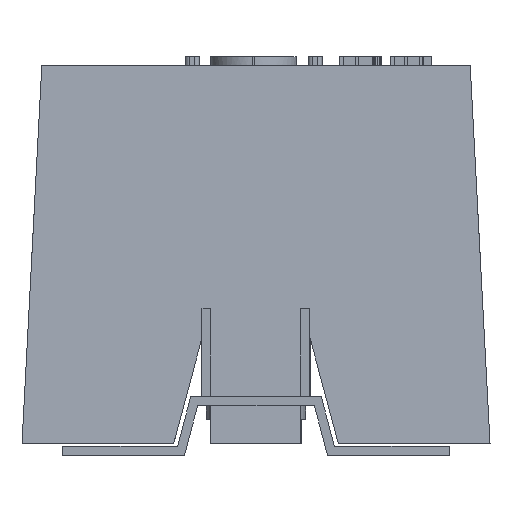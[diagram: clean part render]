
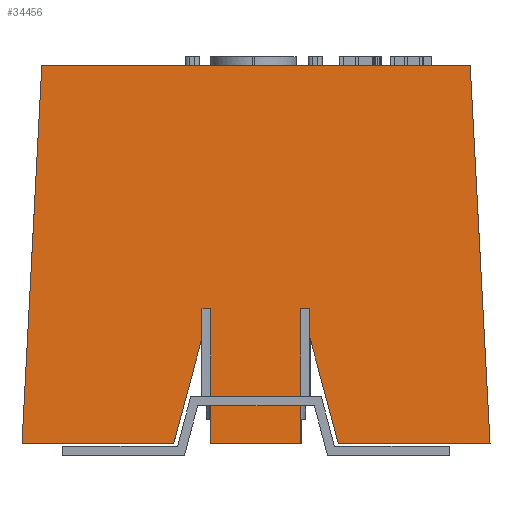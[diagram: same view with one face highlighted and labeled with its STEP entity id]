
A CAD part, left-side view. The second image highlights one B-rep face of the part: STEP entity #34456.
In plain terms, the highlighted planar face has unit normal (-0.999, 0, 0.052).
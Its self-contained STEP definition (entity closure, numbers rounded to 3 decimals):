
#8662=DIRECTION('',(0.052,0.052,0.997));
#8663=VECTOR('',#8662,42.115);
#8664=CARTESIAN_POINT('',(-90.,-26.,-42.));
#8665=LINE('',#8664,#8663);
#8766=DIRECTION('',(0.,-1.,0.));
#8767=VECTOR('',#8766,16.85);
#8768=CARTESIAN_POINT('',(-90.,-9.15,-42.));
#8769=LINE('',#8768,#8767);
#8778=DIRECTION('',(0.052,-0.052,0.997));
#8779=VECTOR('',#8778,42.115);
#8780=CARTESIAN_POINT('',(-90.,26.,-42.));
#8781=LINE('',#8780,#8779);
#8782=DIRECTION('',(-0.052,0.,-0.999));
#8783=VECTOR('',#8782,15.021);
#8784=CARTESIAN_POINT('',(-89.214,-5.,-27.));
#8785=LINE('',#8784,#8783);
#8786=DIRECTION('',(0.052,0.,0.999));
#8787=VECTOR('',#8786,15.021);
#8788=CARTESIAN_POINT('',(-90.,5.,-42.));
#8789=LINE('',#8788,#8787);
#8794=DIRECTION('',(0.,-1.,0.));
#8795=VECTOR('',#8794,16.85);
#8796=CARTESIAN_POINT('',(-90.,26.,-42.));
#8797=LINE('',#8796,#8795);
#8802=DIRECTION('',(0.051,-0.258,0.965));
#8803=VECTOR('',#8802,12.186);
#8804=CARTESIAN_POINT('',(-90.,9.15,-42.));
#8805=LINE('',#8804,#8803);
#8814=DIRECTION('',(-0.052,0.,-0.999));
#8815=VECTOR('',#8814,3.248);
#8816=CARTESIAN_POINT('',(-89.214,6.,-27.));
#8817=LINE('',#8816,#8815);
#8826=DIRECTION('',(0.,1.,0.));
#8827=VECTOR('',#8826,1.);
#8828=CARTESIAN_POINT('',(-89.214,5.,-27.));
#8829=LINE('',#8828,#8827);
#8842=DIRECTION('',(0.,-1.,0.));
#8843=VECTOR('',#8842,10.);
#8844=CARTESIAN_POINT('',(-90.,5.,-42.));
#8845=LINE('',#8844,#8843);
#8858=DIRECTION('',(0.,1.,0.));
#8859=VECTOR('',#8858,1.);
#8860=CARTESIAN_POINT('',(-89.214,-6.,-27.));
#8861=LINE('',#8860,#8859);
#8878=DIRECTION('',(0.052,0.,0.999));
#8879=VECTOR('',#8878,3.248);
#8880=CARTESIAN_POINT('',(-89.384,-6.,-30.244));
#8881=LINE('',#8880,#8879);
#8886=DIRECTION('',(-0.051,-0.258,-0.965));
#8887=VECTOR('',#8886,12.186);
#8888=CARTESIAN_POINT('',(-89.384,-6.,-30.244));
#8889=LINE('',#8888,#8887);
#9034=DIRECTION('',(0.,1.,0.));
#9035=VECTOR('',#9034,47.598);
#9036=CARTESIAN_POINT('',(-87.799,-23.799,0.));
#9037=LINE('',#9036,#9035);
#27794=CARTESIAN_POINT('',(-89.214,5.,-27.));
#27795=CARTESIAN_POINT('',(-89.214,6.,-27.));
#27796=VERTEX_POINT('',#27794);
#27797=VERTEX_POINT('',#27795);
#27798=CARTESIAN_POINT('',(-89.214,-6.,-27.));
#27799=CARTESIAN_POINT('',(-89.214,-5.,-27.));
#27800=VERTEX_POINT('',#27798);
#27801=VERTEX_POINT('',#27799);
#27805=CARTESIAN_POINT('',(-90.,-9.15,-42.));
#27807=VERTEX_POINT('',#27805);
#27839=CARTESIAN_POINT('',(-90.,9.15,-42.));
#27841=VERTEX_POINT('',#27839);
#33953=CARTESIAN_POINT('',(-90.,5.,-42.));
#33954=CARTESIAN_POINT('',(-90.,-5.,-42.));
#33955=VERTEX_POINT('',#33953);
#33956=VERTEX_POINT('',#33954);
#33973=CARTESIAN_POINT('',(-89.384,6.,-30.244));
#33974=VERTEX_POINT('',#33973);
#33975=CARTESIAN_POINT('',(-89.384,-6.,-30.244));
#33976=VERTEX_POINT('',#33975);
#33981=CARTESIAN_POINT('',(-90.,-26.,-42.));
#33982=CARTESIAN_POINT('',(-87.799,-23.799,0.));
#33983=VERTEX_POINT('',#33981);
#33984=VERTEX_POINT('',#33982);
#33985=CARTESIAN_POINT('',(-90.,26.,-42.));
#33986=CARTESIAN_POINT('',(-87.799,23.799,0.));
#33987=VERTEX_POINT('',#33985);
#33988=VERTEX_POINT('',#33986);
#34424=CARTESIAN_POINT('',(-87.797,-26.408,
0.032));
#34425=DIRECTION('',(-0.999,0.,0.052));
#34426=DIRECTION('',(0.052,0.,0.999));
#34427=AXIS2_PLACEMENT_3D('',#34424,#34425,#34426);
#34428=PLANE('',#34427);
#34430=ORIENTED_EDGE('',*,*,#34429,.F.);
#34431=ORIENTED_EDGE('',*,*,#34054,.T.);
#34433=ORIENTED_EDGE('',*,*,#34432,.F.);
#34434=ORIENTED_EDGE('',*,*,#34276,.F.);
#34435=ORIENTED_EDGE('',*,*,#34412,.F.);
#34437=ORIENTED_EDGE('',*,*,#34436,.F.);
#34439=ORIENTED_EDGE('',*,*,#34438,.T.);
#34441=ORIENTED_EDGE('',*,*,#34440,.T.);
#34443=ORIENTED_EDGE('',*,*,#34442,.T.);
#34445=ORIENTED_EDGE('',*,*,#34444,.F.);
#34447=ORIENTED_EDGE('',*,*,#34446,.T.);
#34449=ORIENTED_EDGE('',*,*,#34448,.T.);
#34451=ORIENTED_EDGE('',*,*,#34450,.T.);
#34453=ORIENTED_EDGE('',*,*,#34452,.F.);
#34454=EDGE_LOOP('',(#34430,#34431,#34433,#34434,#34435,#34437,#34439,#34441,
#34443,#34445,#34447,#34449,#34451,#34453));
#34455=FACE_OUTER_BOUND('',#34454,.F.);
#34456=ADVANCED_FACE('',(#34455),#34428,.T.);
#34054=EDGE_CURVE('',#33987,#33988,#8781,.T.);
#34276=EDGE_CURVE('',#33983,#33984,#8665,.T.);
#34412=EDGE_CURVE('',#27807,#33983,#8769,.T.);
#34429=EDGE_CURVE('',#33987,#27841,#8797,.T.);
#34432=EDGE_CURVE('',#33984,#33988,#9037,.T.);
#34436=EDGE_CURVE('',#33976,#27807,#8889,.T.);
#34438=EDGE_CURVE('',#33976,#27800,#8881,.T.);
#34440=EDGE_CURVE('',#27800,#27801,#8861,.T.);
#34442=EDGE_CURVE('',#27801,#33956,#8785,.T.);
#34444=EDGE_CURVE('',#33955,#33956,#8845,.T.);
#34446=EDGE_CURVE('',#33955,#27796,#8789,.T.);
#34448=EDGE_CURVE('',#27796,#27797,#8829,.T.);
#34450=EDGE_CURVE('',#27797,#33974,#8817,.T.);
#34452=EDGE_CURVE('',#27841,#33974,#8805,.T.);
